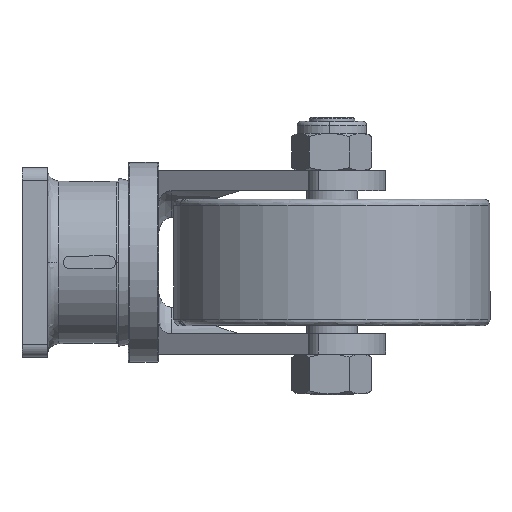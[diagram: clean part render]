
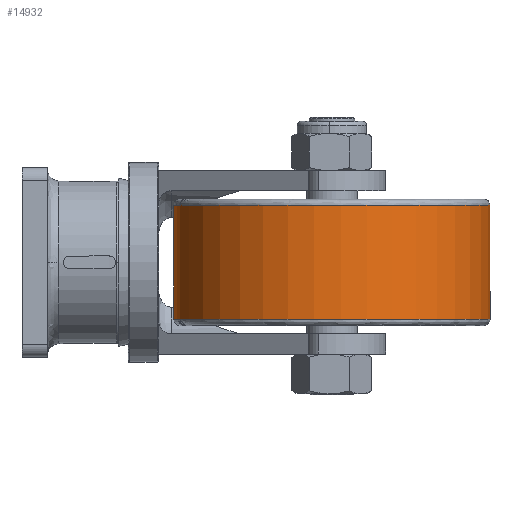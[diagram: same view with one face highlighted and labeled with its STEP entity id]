
A CAD part, left-side view. The second image highlights one B-rep face of the part: STEP entity #14932.
In plain terms, the highlighted cylindrical face has radius 125 mm (diameter 250 mm), a partial arc.
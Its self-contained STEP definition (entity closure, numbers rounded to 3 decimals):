
#120 = AXIS2_PLACEMENT_3D ( 'NONE', #7241, #16025, #10970 ) ;
#848 = DIRECTION ( 'NONE',  ( 0., 0., -1. ) ) ;
#899 = EDGE_CURVE ( 'NONE', #3150, #15817, #3514, .T. ) ;
#1153 = VERTEX_POINT ( 'NONE', #3329 ) ;
#1394 = DIRECTION ( 'NONE',  ( 0., 0., 1. ) ) ;
#2085 = CARTESIAN_POINT ( 'NONE',  ( -219.486, -124.851, 45. ) ) ;
#2155 = VERTEX_POINT ( 'NONE', #11999 ) ;
#2623 = CARTESIAN_POINT ( 'NONE',  ( -185., -120., 82.605 ) ) ;
#2836 = LINE ( 'NONE', #7857, #13645 ) ;
#3150 = VERTEX_POINT ( 'NONE', #13941 ) ;
#3185 = DIRECTION ( 'NONE',  ( 0., -1., 0. ) ) ;
#3233 = EDGE_CURVE ( 'NONE', #1153, #5533, #11445, .T. ) ;
#3329 = CARTESIAN_POINT ( 'NONE',  ( -185., -120., -45. ) ) ;
#3514 = CIRCLE ( 'NONE', #9985, 125. ) ;
#4126 = ORIENTED_EDGE ( 'NONE', *, *, #15561, .T. ) ;
#4188 = DIRECTION ( 'NONE',  ( 0., -1., 0. ) ) ;
#4691 = CYLINDRICAL_SURFACE ( 'NONE', #7848, 125. ) ;
#4723 = CARTESIAN_POINT ( 'NONE',  ( -185., -245., -45. ) ) ;
#4798 = ORIENTED_EDGE ( 'NONE', *, *, #9651, .T. ) ;
#4825 = DIRECTION ( 'NONE',  ( 0., 0., 1. ) ) ;
#5533 = VERTEX_POINT ( 'NONE', #6830 ) ;
#5734 = DIRECTION ( 'NONE',  ( 0., 0., 1. ) ) ;
#5906 = DIRECTION ( 'NONE',  ( 0., -1., 0. ) ) ;
#6453 = DIRECTION ( 'NONE',  ( 0., 0., 1. ) ) ;
#6830 = CARTESIAN_POINT ( 'NONE',  ( -185., -120., 45. ) ) ;
#7241 = CARTESIAN_POINT ( 'NONE',  ( -185., -245., 45. ) ) ;
#7848 = AXIS2_PLACEMENT_3D ( 'NONE', #15660, #11825, #4188 ) ;
#7857 = CARTESIAN_POINT ( 'NONE',  ( -185., -370., 82.605 ) ) ;
#8249 = AXIS2_PLACEMENT_3D ( 'NONE', #4723, #4825, #12468 ) ;
#8471 = FACE_OUTER_BOUND ( 'NONE', #12865, .T. ) ;
#8594 = CIRCLE ( 'NONE', #8249, 125. ) ;
#9014 = ORIENTED_EDGE ( 'NONE', *, *, #899, .T. ) ;
#9375 = CIRCLE ( 'NONE', #14208, 125. ) ;
#9651 = EDGE_CURVE ( 'NONE', #10463, #2155, #8594, .T. ) ;
#9795 = ORIENTED_EDGE ( 'NONE', *, *, #3233, .F. ) ;
#9923 = EDGE_CURVE ( 'NONE', #1153, #10463, #9375, .T. ) ;
#9985 = AXIS2_PLACEMENT_3D ( 'NONE', #13561, #848, #5906 ) ;
#10463 = VERTEX_POINT ( 'NONE', #12982 ) ;
#10768 = CARTESIAN_POINT ( 'NONE',  ( -185., -245., -45. ) ) ;
#10970 = DIRECTION ( 'NONE',  ( 0., -1., 0. ) ) ;
#11435 = CIRCLE ( 'NONE', #120, 125. ) ;
#11445 = LINE ( 'NONE', #2623, #13250 ) ;
#11662 = EDGE_CURVE ( 'NONE', #2155, #3150, #2836, .T. ) ;
#11825 = DIRECTION ( 'NONE',  ( 0., 0., 1. ) ) ;
#11999 = CARTESIAN_POINT ( 'NONE',  ( -185., -370., -45. ) ) ;
#12081 = ORIENTED_EDGE ( 'NONE', *, *, #9923, .T. ) ;
#12468 = DIRECTION ( 'NONE',  ( 0., -1., 0. ) ) ;
#12865 = EDGE_LOOP ( 'NONE', ( #9795, #12081, #4798, #14944, #9014, #4126 ) ) ;
#12982 = CARTESIAN_POINT ( 'NONE',  ( -219.486, -124.851, -45. ) ) ;
#13250 = VECTOR ( 'NONE', #6453, 1000. ) ;
#13561 = CARTESIAN_POINT ( 'NONE',  ( -185., -245., 45. ) ) ;
#13645 = VECTOR ( 'NONE', #1394, 1000. ) ;
#13941 = CARTESIAN_POINT ( 'NONE',  ( -185., -370., 45. ) ) ;
#14208 = AXIS2_PLACEMENT_3D ( 'NONE', #10768, #5734, #3185 ) ;
#14932 = ADVANCED_FACE ( 'NONE', ( #8471 ), #4691, .T. ) ;
#14944 = ORIENTED_EDGE ( 'NONE', *, *, #11662, .T. ) ;
#15561 = EDGE_CURVE ( 'NONE', #15817, #5533, #11435, .T. ) ;
#15660 = CARTESIAN_POINT ( 'NONE',  ( -185., -245., 82.605 ) ) ;
#15817 = VERTEX_POINT ( 'NONE', #2085 ) ;
#16025 = DIRECTION ( 'NONE',  ( 0., 0., -1. ) ) ;
